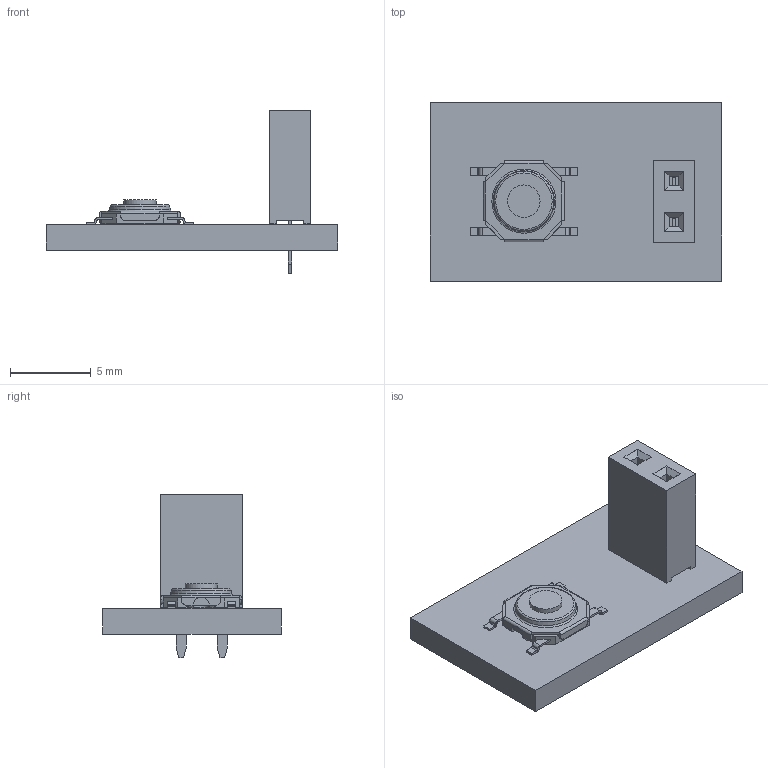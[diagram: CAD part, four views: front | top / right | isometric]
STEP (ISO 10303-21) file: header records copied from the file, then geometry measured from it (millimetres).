
FILE_DESCRIPTION(('KiCad electronic assembly'),'2;1');
FILE_NAME('button.step','2018-06-09T23:31:30',('An Author'),('A Company' ),'Open CASCADE STEP processor 6.9','KiCad to STEP converter', 'Unknown');
FILE_SCHEMA(('AUTOMOTIVE_DESIGN { 1 0 10303 214 1 1 1 1 }'));
Length unit declared in the file: millimetre
Products named in the file (6): Open CASCADE STEP translator 6.9 1; PinSocket_1x02_P2.54mm_Vertical; SOLID; TL3342FxxxQG; COMPOUND
Assembly tree (5 placements, depth 3):
  Open CASCADE STEP translator 6.9 1
    PinSocket_1x02_P2.54mm_Vertical
      SOLID
    TL3342FxxxQG
      SOLID
    COMPOUND
Bounding box: 18 x 11 x 10.1 mm (x, y, z)
Volume: 420.2 mm3; surface area: 742.5 mm2
Topology: 3 solids, 3 shells, 218 faces, 546 edges, 346 vertices
Faces by surface type: plane 180, cylinder 35, torus 2, cone 1
Full cylindrical faces by diameter (mm): 1 x2, 2 x1
Entity records: 15936 total; most frequent: CARTESIAN_POINT 3882, DIRECTION 2066, LINE 1424, VECTOR 1424, ORIENTED_EDGE 1092, PCURVE 1092, DEFINITIONAL_REPRESENTATION 1092, EDGE_CURVE 546
